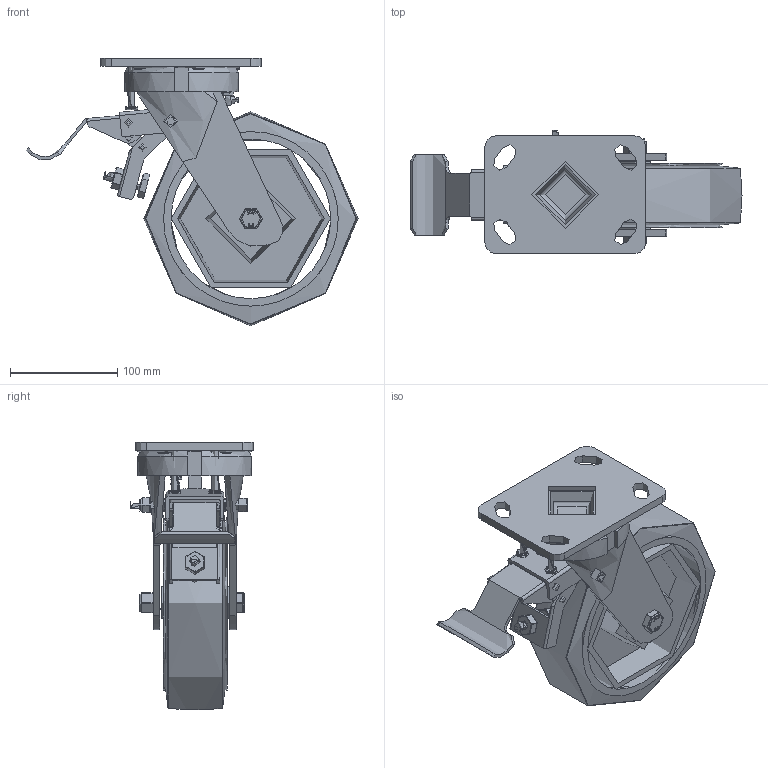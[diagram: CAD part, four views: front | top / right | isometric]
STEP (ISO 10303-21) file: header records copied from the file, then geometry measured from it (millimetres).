
FILE_DESCRIPTION(/* description */ (''),/* implementation_level */ '2;1');
FILE_NAME(/* name */ 'BZK200CRBJSWB.step',/* time_stamp */ '2024-05-22T16:47:34+01:00',/* author */ (''),/* organization */ (''),/* preprocessor_version */ 'ST-DEVELOPER v20',/* originating_system */ 'Autodesk Translation Framework v13.14.0.145',/* authorisation */ '');
FILE_SCHEMA (('AUTOMOTIVE_DESIGN { 1 0 10303 214 3 1 1 }'));
Products named in the file (51): BZK200CRBJSWB; BZK200ASSWB v1; FABRICATED STEEL TOP PLATE; FABRICATED STEEL FORKS; FABRICATED STEEL FORKS Geometry; GREESE NIPPLE; FABRICATED STEEL BRAKE; BRAKE1; BRAKE PEDAL; BOLT; BRAKE 2; SPACERS; BRAKE 3; BOLT2; BOLT3; BOLT4; BRAKE BOLT; BRAKE BOLT Geometry; RUBBER; NUT; WASHER; NUT2; LOCKING BOLTS; BZH200WCRBJM25 v1; ELASTIC RUBBER TYRE; CAST IRON RIM; BEARING6205; INNER; OUTTER; BALLS; Component1; MIDDLE; RUBBER (1); BEARING62052; INNER2; OUTTER2; BALLS2; Component12; MIDDLE2; RUBBER2 ...
Assembly tree (66 placements, depth 6):
  BZK200CRBJSWB
    BZK200ASSWB v1
      FABRICATED STEEL TOP PLATE
      FABRICATED STEEL FORKS
        FABRICATED STEEL FORKS Geometry
        GREESE NIPPLE
      FABRICATED STEEL BRAKE
        BRAKE1
        BRAKE PEDAL
        BOLT
        BRAKE 2
        SPACERS
        BRAKE 3
        BOLT2
        BOLT3
        BOLT4
        BRAKE BOLT
          BRAKE BOLT Geometry
          RUBBER
        NUT
        WASHER
        NUT2
        LOCKING BOLTS
    BZH200WCRBJM25 v1
      ELASTIC RUBBER TYRE
      CAST IRON RIM
      BEARING6205
        INNER
        OUTTER
        BALLS
          Component1  x9
        MIDDLE
        RUBBER (1)
        BEARING62052
          INNER2
          OUTTER2
          BALLS2
            Component12  x9
          MIDDLE2
          RUBBER2
      BEARING SPACER
    TH25X2X12 v1
      ZINC PLATED, HEADED SPACER
    TH25X2X12 v1 (1)
      ZINC PLATED, HEADED SPACER (1)
    HEXBOLTM12X90Z8.8 v2
      GRADE 8.8 ZINC PLATED BOLT
    NYLOCM12Z14MM v1
      NYLOC NUT
        NUT (1)
        RUBBER (2)
Bounding box: 310 x 115.22 x 249.84 mm (x, y, z)
Volume: 1782362.5 mm3; surface area: 411856.3 mm2
Topology: 58 solids, 59 shells, 1258 faces, 3249 edges, 2121 vertices
Faces by surface type: plane 523, cylinder 367, bspline 203, sphere 102, torus 47, cone 16
Full cylindrical faces by diameter (mm): 5 x1, 6 x32, 7 x2, 8 x30, 9.836 x16, 10 x4, 11.834 x16, 12 x7, 12.5 x3, 13 x3, 14 x3, 17.75 x1, 18.5 x1, 24.8 x2, 25 x3, 29 x1, 30 x2, 32.3 x2, 34.35 x8, 35.85 x4, 36 x1, 36.317 x2, 36.85 x4, 44.25 x4, 44.71 x4, 45.71 x4, 46.21 x8, 46.3 x2, 52 x4, 62.5 x1
Entity records: 71431 total; most frequent: CARTESIAN_POINT 40665, ORIENTED_EDGE 6370, DIRECTION 5675, EDGE_CURVE 3185, AXIS2_PLACEMENT_3D 2121, VERTEX_POINT 2089, EDGE_LOOP 1436, LINE 1433
